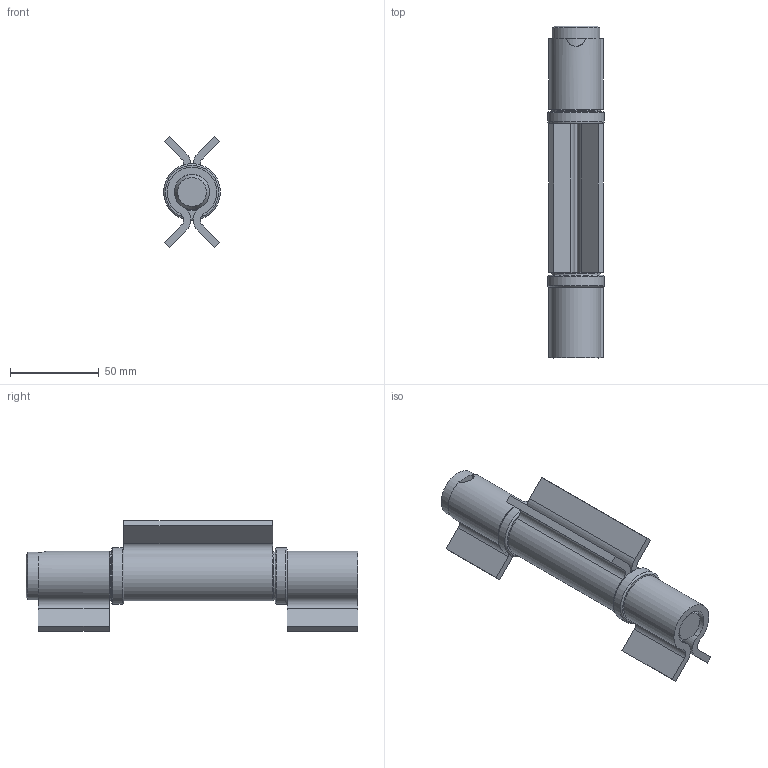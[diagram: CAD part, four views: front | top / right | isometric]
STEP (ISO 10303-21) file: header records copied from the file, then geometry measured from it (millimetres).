
FILE_DESCRIPTION(/* description */ ('465-180 - CERNIERA'),/* implementation_level */ '2;1');
FILE_NAME(/* name */ '11612018.stp',/* time_stamp */ '2023-11-30T14:37:52+01:00',/* author */ ('gcocco'),/* organization */ (''),/* preprocessor_version */ 'ST-DEVELOPER v19.2',/* originating_system */ 'Autodesk Inventor 2023',/* authorisation */ '');
FILE_SCHEMA (('AUTOMOTIVE_DESIGN { 1 0 10303 214 3 1 1 }'));
Length unit declared in the file: millimetre
Products named in the file (6): 11612018; 21000812  001; 28303401; 28303402; 28303403; 74900025  001
Assembly tree (6 placements, depth 2):
  11612018
    21000812  001
    28303401
    28303402
    28303403
    74900025  001  x2
Bounding box: 32 x 187.4 x 62.3 mm (x, y, z)
Volume: 139706.9 mm3; surface area: 58517.9 mm2
Topology: 6 solids, 6 shells, 81 faces, 185 edges, 123 vertices
Faces by surface type: plane 38, cylinder 31, cone 10, torus 2
Full cylindrical faces by diameter (mm): 19.8 x1, 20.2 x4, 23 x2, 27 x1, 27.5 x2, 32 x2
Entity records: 2187 total; most frequent: DIRECTION 373, CARTESIAN_POINT 371, ORIENTED_EDGE 310, EDGE_CURVE 155, AXIS2_PLACEMENT_3D 143, VERTEX_POINT 103, LINE 87, VECTOR 87
